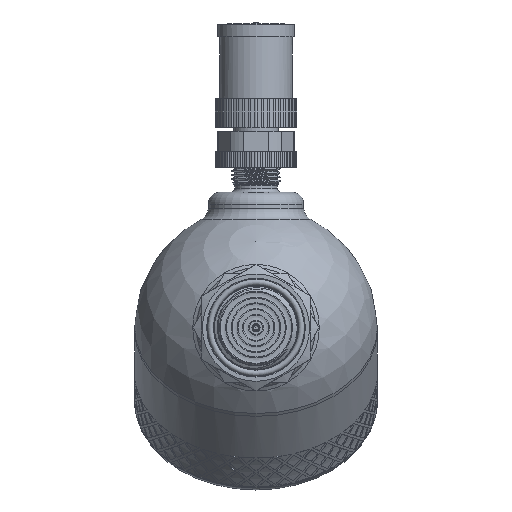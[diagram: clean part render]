
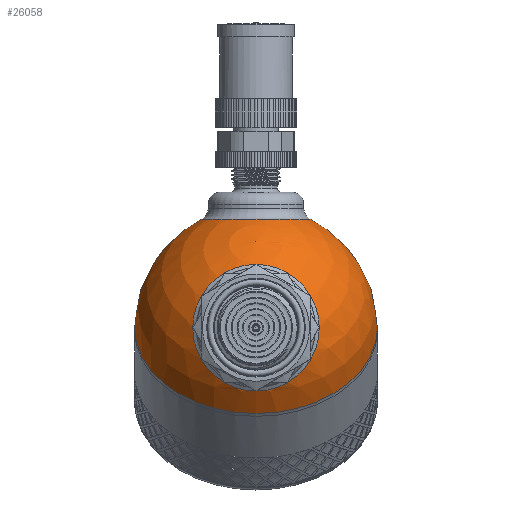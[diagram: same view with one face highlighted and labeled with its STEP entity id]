
A CAD part, left-side view. The second image highlights one B-rep face of the part: STEP entity #26058.
In plain terms, the highlighted spherical face has radius 30 mm.
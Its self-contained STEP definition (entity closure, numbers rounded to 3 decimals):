
#142=SPHERICAL_SURFACE('',#27574,30.);
#187=CIRCLE('',#27571,15.643);
#190=CIRCLE('',#27575,30.);
#191=CIRCLE('',#27576,30.);
#192=CIRCLE('',#27577,30.);
#193=CIRCLE('',#27578,13.5);
#1157=FACE_BOUND('',#5718,.T.);
#1158=FACE_BOUND('',#5719,.T.);
#4016=FACE_OUTER_BOUND('',#5717,.T.);
#5717=EDGE_LOOP('',(#18572,#18573,#18574,#18575));
#5718=EDGE_LOOP('',(#18576));
#5719=EDGE_LOOP('',(#18577));
#10551=VERTEX_POINT('',#40893);
#10553=VERTEX_POINT('',#40899);
#10554=VERTEX_POINT('',#40900);
#10555=VERTEX_POINT('',#40902);
#10556=VERTEX_POINT('',#40905);
#13590=EDGE_CURVE('',#10551,#10551,#187,.T.);
#13593=EDGE_CURVE('',#10553,#10554,#190,.T.);
#13594=EDGE_CURVE('',#10553,#10555,#191,.T.);
#13595=EDGE_CURVE('',#10554,#10553,#192,.T.);
#13596=EDGE_CURVE('',#10556,#10556,#193,.T.);
#18572=ORIENTED_EDGE('',*,*,#13593,.F.);
#18573=ORIENTED_EDGE('',*,*,#13594,.T.);
#18574=ORIENTED_EDGE('',*,*,#13594,.F.);
#18575=ORIENTED_EDGE('',*,*,#13595,.F.);
#18576=ORIENTED_EDGE('',*,*,#13590,.F.);
#18577=ORIENTED_EDGE('',*,*,#13596,.F.);
#26058=ADVANCED_FACE('',(#4016,#1157,#1158),#142,.T.);
#27571=AXIS2_PLACEMENT_3D('',#40894,#29456,#29457);
#27574=AXIS2_PLACEMENT_3D('',#40898,#29462,#29463);
#27575=AXIS2_PLACEMENT_3D('',#40901,#29464,#29465);
#27576=AXIS2_PLACEMENT_3D('',#40903,#29466,#29467);
#27577=AXIS2_PLACEMENT_3D('',#40904,#29468,#29469);
#27578=AXIS2_PLACEMENT_3D('',#40906,#29470,#29471);
#29456=DIRECTION('center_axis',(-0.707,0.,0.707));
#29457=DIRECTION('ref_axis',(0.707,0.,0.707));
#29462=DIRECTION('center_axis',(1.,0.,0.));
#29463=DIRECTION('ref_axis',(0.,-1.,0.));
#29464=DIRECTION('center_axis',(1.,0.,0.));
#29465=DIRECTION('ref_axis',(0.,1.,0.));
#29466=DIRECTION('center_axis',(0.,0.,1.));
#29467=DIRECTION('ref_axis',(0.,1.,0.));
#29468=DIRECTION('center_axis',(1.,0.,0.));
#29469=DIRECTION('ref_axis',(0.,1.,0.));
#29470=DIRECTION('center_axis',(-0.707,0.,-0.707));
#29471=DIRECTION('ref_axis',(-0.707,0.,0.707));
#40893=CARTESIAN_POINT('',(-29.162,0.,7.04));
#40894=CARTESIAN_POINT('Origin',(-18.101,0.,18.101));
#40898=CARTESIAN_POINT('Origin',(0.,0.,0.));
#40899=CARTESIAN_POINT('',(0.,30.,0.));
#40900=CARTESIAN_POINT('',(0.,-30.,0.));
#40901=CARTESIAN_POINT('Origin',(0.,0.,0.));
#40902=CARTESIAN_POINT('',(-30.,0.,0.));
#40903=CARTESIAN_POINT('Origin',(0.,0.,0.));
#40904=CARTESIAN_POINT('Origin',(0.,0.,0.));
#40905=CARTESIAN_POINT('',(-9.398,0.,-28.49));
#40906=CARTESIAN_POINT('Origin',(-18.944,0.,-18.944));
